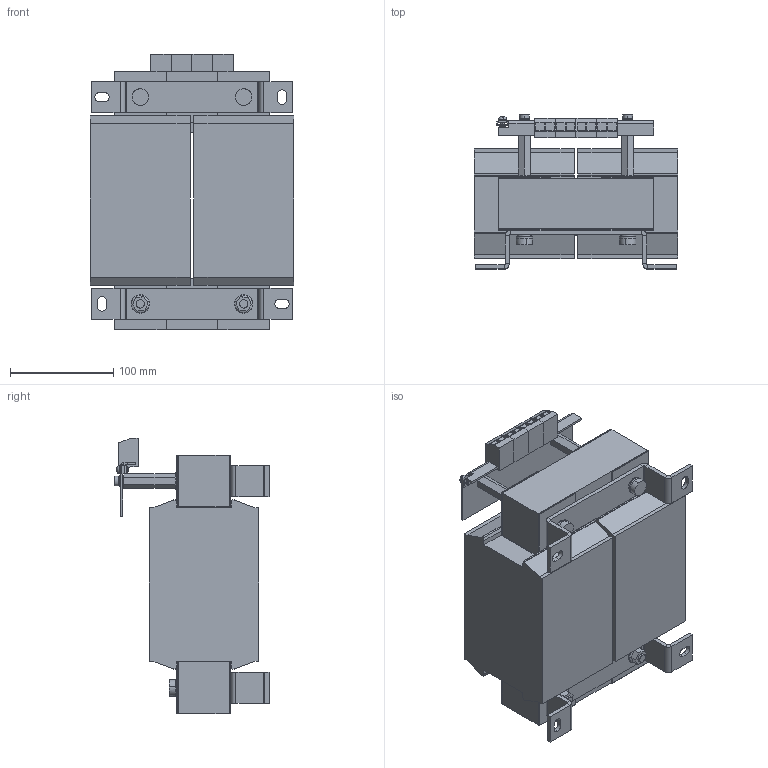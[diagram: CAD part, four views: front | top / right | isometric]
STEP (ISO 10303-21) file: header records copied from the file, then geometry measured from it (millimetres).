
FILE_DESCRIPTION (( 'STEP AP214' ), '1' );
FILE_NAME ('267658.STEP', '2020-07-20T09:13:35', ( '' ), ( '' ), 'SwSTEP 2.0', 'SolidWorks 2018', '' );
FILE_SCHEMA (( 'AUTOMOTIVE_DESIGN' ));
Length unit declared in the file: millimetre
Products named in the file (1): 267658
Bounding box: 196.3 x 148.9 x 266.46 mm (x, y, z)
Volume: 4016826.1 mm3; surface area: 289821.9 mm2
Topology: 1 solids, 1 shells, 565 faces, 1387 edges, 862 vertices
Faces by surface type: plane 443, cylinder 106, cone 8, torus 6, bspline 2
Entity records: 16505 total; most frequent: CARTESIAN_POINT 3053, ORIENTED_EDGE 2770, DIRECTION 2723, EDGE_CURVE 1385, LINE 1095, VECTOR 1095, VERTEX_POINT 862, AXIS2_PLACEMENT_3D 814
